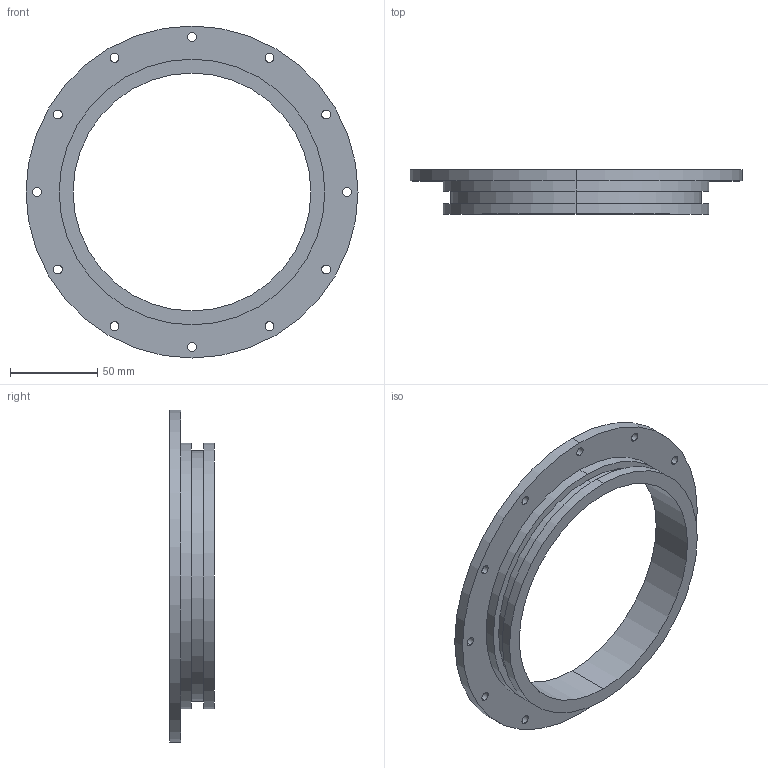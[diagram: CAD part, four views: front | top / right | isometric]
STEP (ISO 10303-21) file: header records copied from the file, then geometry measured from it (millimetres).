
FILE_DESCRIPTION (( 'STEP AP214' ), '1' );
FILE_NAME ('Flange.STEP', '2023-08-29T22:52:14', ( '' ), ( '' ), 'SwSTEP 2.0', 'SolidWorks 2022', '' );
FILE_SCHEMA (( 'AUTOMOTIVE_DESIGN' ));
Length unit declared in the file: inch
Products named in the file (1): Flange
Bounding box: 190.5 x 25.4 x 190.5 mm (x, y, z)
Volume: 126650.3 mm3; surface area: 60017.5 mm2
Topology: 1 solids, 1 shells, 45 faces, 114 edges, 76 vertices
Faces by surface type: cylinder 38, plane 7
Entity records: 1496 total; most frequent: DIRECTION 282, CARTESIAN_POINT 236, ORIENTED_EDGE 228, AXIS2_PLACEMENT_3D 122, EDGE_CURVE 114, VERTEX_POINT 76, CIRCLE 76, EDGE_LOOP 76
